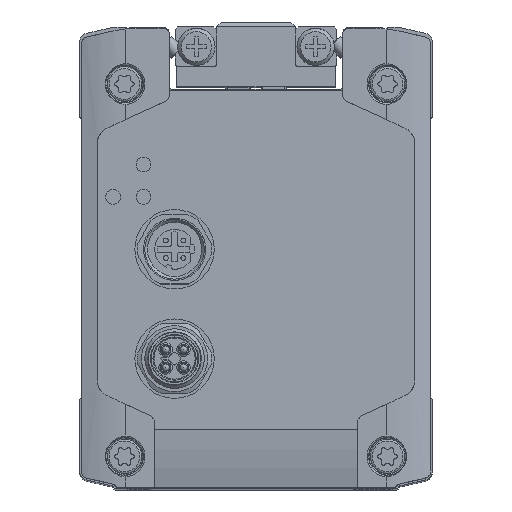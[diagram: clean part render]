
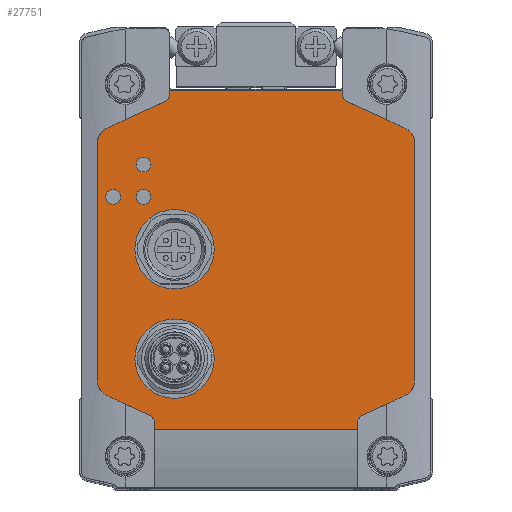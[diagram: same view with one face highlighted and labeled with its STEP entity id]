
A CAD part, top view. The second image highlights one B-rep face of the part: STEP entity #27751.
In plain terms, the highlighted planar face has unit normal (0, 0, 1).
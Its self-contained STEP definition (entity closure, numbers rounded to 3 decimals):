
#476=CIRCLE('',#29279,1.5);
#477=CIRCLE('',#29280,1.5);
#478=CIRCLE('',#29281,1.5);
#479=CIRCLE('',#29282,8.);
#480=CIRCLE('',#29283,8.);
#481=CIRCLE('',#29284,1.45);
#482=CIRCLE('',#29285,3.228);
#483=CIRCLE('',#29286,3.228);
#484=CIRCLE('',#29287,1.45);
#485=CIRCLE('',#29288,1.45);
#486=CIRCLE('',#29289,3.228);
#487=CIRCLE('',#29290,3.228);
#488=CIRCLE('',#29291,1.45);
#2871=ORIENTED_EDGE('',*,*,#8233,.T.);
#2872=ORIENTED_EDGE('',*,*,#8234,.T.);
#2873=ORIENTED_EDGE('',*,*,#8235,.T.);
#2874=ORIENTED_EDGE('',*,*,#8236,.T.);
#2875=ORIENTED_EDGE('',*,*,#8237,.T.);
#2876=ORIENTED_EDGE('',*,*,#8238,.F.);
#2877=ORIENTED_EDGE('',*,*,#8239,.T.);
#2878=ORIENTED_EDGE('',*,*,#8240,.F.);
#2879=ORIENTED_EDGE('',*,*,#7912,.T.);
#2880=ORIENTED_EDGE('',*,*,#8241,.T.);
#2881=ORIENTED_EDGE('',*,*,#8242,.T.);
#2882=ORIENTED_EDGE('',*,*,#8243,.T.);
#2883=ORIENTED_EDGE('',*,*,#7916,.T.);
#2884=ORIENTED_EDGE('',*,*,#8244,.F.);
#2885=ORIENTED_EDGE('',*,*,#8219,.T.);
#2886=ORIENTED_EDGE('',*,*,#7979,.T.);
#2887=ORIENTED_EDGE('',*,*,#8223,.T.);
#2888=ORIENTED_EDGE('',*,*,#8245,.F.);
#2889=ORIENTED_EDGE('',*,*,#7867,.T.);
#2890=ORIENTED_EDGE('',*,*,#8246,.T.);
#2891=ORIENTED_EDGE('',*,*,#8247,.T.);
#2892=ORIENTED_EDGE('',*,*,#8248,.T.);
#2893=ORIENTED_EDGE('',*,*,#7864,.T.);
#2894=ORIENTED_EDGE('',*,*,#8249,.F.);
#2895=ORIENTED_EDGE('',*,*,#8250,.T.);
#7864=EDGE_CURVE('',#10682,#10683,#12428,.T.);
#7867=EDGE_CURVE('',#10686,#10685,#12431,.T.);
#7912=EDGE_CURVE('',#10716,#10715,#12464,.T.);
#7916=EDGE_CURVE('',#10717,#10718,#12468,.T.);
#7979=EDGE_CURVE('',#10770,#10771,#12515,.T.);
#8219=EDGE_CURVE('',#10910,#10770,#12635,.T.);
#8223=EDGE_CURVE('',#10771,#10913,#12639,.T.);
#8233=EDGE_CURVE('',#10916,#10916,#476,.T.);
#8234=EDGE_CURVE('',#10917,#10917,#477,.T.);
#8235=EDGE_CURVE('',#10918,#10918,#478,.T.);
#8236=EDGE_CURVE('',#10919,#10919,#479,.T.);
#8237=EDGE_CURVE('',#10920,#10920,#480,.T.);
#8238=EDGE_CURVE('',#10921,#10922,#12645,.T.);
#8239=EDGE_CURVE('',#10921,#10923,#12646,.T.);
#8240=EDGE_CURVE('',#10716,#10923,#481,.T.);
#8241=EDGE_CURVE('',#10715,#10924,#482,.T.);
#8242=EDGE_CURVE('',#10924,#10925,#12647,.T.);
#8243=EDGE_CURVE('',#10925,#10717,#483,.T.);
#8244=EDGE_CURVE('',#10910,#10718,#484,.T.);
#8245=EDGE_CURVE('',#10686,#10913,#485,.T.);
#8246=EDGE_CURVE('',#10685,#10926,#486,.T.);
#8247=EDGE_CURVE('',#10926,#10927,#12648,.T.);
#8248=EDGE_CURVE('',#10927,#10682,#487,.T.);
#8249=EDGE_CURVE('',#10928,#10683,#488,.T.);
#8250=EDGE_CURVE('',#10928,#10922,#12649,.T.);
#10682=VERTEX_POINT('',#38403);
#10683=VERTEX_POINT('',#38405);
#10685=VERTEX_POINT('',#38411);
#10686=VERTEX_POINT('',#38413);
#10715=VERTEX_POINT('',#38496);
#10716=VERTEX_POINT('',#38498);
#10717=VERTEX_POINT('',#38502);
#10718=VERTEX_POINT('',#38504);
#10770=VERTEX_POINT('',#38632);
#10771=VERTEX_POINT('',#38633);
#10910=VERTEX_POINT('',#39080);
#10913=VERTEX_POINT('',#39087);
#10916=VERTEX_POINT('',#39108);
#10917=VERTEX_POINT('',#39110);
#10918=VERTEX_POINT('',#39112);
#10919=VERTEX_POINT('',#39114);
#10920=VERTEX_POINT('',#39116);
#10921=VERTEX_POINT('',#39118);
#10922=VERTEX_POINT('',#39119);
#10923=VERTEX_POINT('',#39121);
#10924=VERTEX_POINT('',#39124);
#10925=VERTEX_POINT('',#39126);
#10926=VERTEX_POINT('',#39131);
#10927=VERTEX_POINT('',#39133);
#10928=VERTEX_POINT('',#39136);
#12428=LINE('',#38406,#14119);
#12431=LINE('',#38412,#14122);
#12464=LINE('',#38497,#14155);
#12468=LINE('',#38505,#14159);
#12515=LINE('',#38631,#14206);
#12635=LINE('',#39079,#14326);
#12639=LINE('',#39088,#14330);
#12645=LINE('',#39117,#14336);
#12646=LINE('',#39120,#14337);
#12647=LINE('',#39125,#14338);
#12648=LINE('',#39132,#14339);
#12649=LINE('',#39137,#14340);
#14119=VECTOR('',#31665,1000.);
#14122=VECTOR('',#31670,1000.);
#14155=VECTOR('',#31747,1000.);
#14159=VECTOR('',#31753,1000.);
#14206=VECTOR('',#31856,1000.);
#14326=VECTOR('',#32352,1000.);
#14330=VECTOR('',#32358,1000.);
#14336=VECTOR('',#32396,1000.);
#14337=VECTOR('',#32397,1000.);
#14338=VECTOR('',#32402,1000.);
#14339=VECTOR('',#32411,1000.);
#14340=VECTOR('',#32416,1000.);
#15835=EDGE_LOOP('',(#2871));
#15836=EDGE_LOOP('',(#2872));
#15837=EDGE_LOOP('',(#2873));
#15838=EDGE_LOOP('',(#2874));
#15839=EDGE_LOOP('',(#2875));
#15840=EDGE_LOOP('',(#2876,#2877,#2878,#2879,#2880,#2881,#2882,#2883,#2884,
#2885,#2886,#2887,#2888,#2889,#2890,#2891,#2892,#2893,#2894,#2895));
#17336=FACE_BOUND('',#15835,.T.);
#17337=FACE_BOUND('',#15836,.T.);
#17338=FACE_BOUND('',#15837,.T.);
#17339=FACE_BOUND('',#15838,.T.);
#17340=FACE_BOUND('',#15839,.T.);
#17341=FACE_BOUND('',#15840,.T.);
#18744=PLANE('',#29278);
#27751=ADVANCED_FACE('',(#17336,#17337,#17338,#17339,#17340,#17341),#18744,
 .T.);
#29278=AXIS2_PLACEMENT_3D('',#39106,#32384,#32385);
#29279=AXIS2_PLACEMENT_3D('',#39107,#32386,#32387);
#29280=AXIS2_PLACEMENT_3D('',#39109,#32388,#32389);
#29281=AXIS2_PLACEMENT_3D('',#39111,#32390,#32391);
#29282=AXIS2_PLACEMENT_3D('',#39113,#32392,#32393);
#29283=AXIS2_PLACEMENT_3D('',#39115,#32394,#32395);
#29284=AXIS2_PLACEMENT_3D('',#39122,#32398,#32399);
#29285=AXIS2_PLACEMENT_3D('',#39123,#32400,#32401);
#29286=AXIS2_PLACEMENT_3D('',#39127,#32403,#32404);
#29287=AXIS2_PLACEMENT_3D('',#39128,#32405,#32406);
#29288=AXIS2_PLACEMENT_3D('',#39129,#32407,#32408);
#29289=AXIS2_PLACEMENT_3D('',#39130,#32409,#32410);
#29290=AXIS2_PLACEMENT_3D('',#39134,#32412,#32413);
#29291=AXIS2_PLACEMENT_3D('',#39135,#32414,#32415);
#31665=DIRECTION('',(0.906,-0.424,0.));
#31670=DIRECTION('',(-0.91,-0.415,0.));
#31747=DIRECTION('',(0.906,0.424,0.));
#31753=DIRECTION('',(-0.91,0.415,0.));
#31856=DIRECTION('',(-1.,0.,0.));
#32352=DIRECTION('',(0.,1.,0.));
#32358=DIRECTION('',(0.,-1.,0.));
#32384=DIRECTION('',(0.,0.,1.));
#32385=DIRECTION('',(1.,0.,0.));
#32386=DIRECTION('',(0.,0.,-1.));
#32387=DIRECTION('',(-1.,0.,0.));
#32388=DIRECTION('',(0.,0.,-1.));
#32389=DIRECTION('',(-1.,0.,0.));
#32390=DIRECTION('',(0.,0.,-1.));
#32391=DIRECTION('',(-1.,0.,0.));
#32392=DIRECTION('',(0.,0.,-1.));
#32393=DIRECTION('',(-1.,0.,0.));
#32394=DIRECTION('',(0.,0.,-1.));
#32395=DIRECTION('',(-1.,0.,0.));
#32396=DIRECTION('',(-1.,0.,0.));
#32397=DIRECTION('',(0.,1.,0.));
#32398=DIRECTION('',(0.,0.,1.));
#32399=DIRECTION('',(1.,0.,0.));
#32400=DIRECTION('',(0.,0.,1.));
#32401=DIRECTION('',(1.,0.,0.));
#32402=DIRECTION('',(0.,1.,0.));
#32403=DIRECTION('',(0.,0.,1.));
#32404=DIRECTION('',(1.,0.,0.));
#32405=DIRECTION('',(0.,0.,1.));
#32406=DIRECTION('',(1.,0.,0.));
#32407=DIRECTION('',(0.,0.,1.));
#32408=DIRECTION('',(1.,0.,0.));
#32409=DIRECTION('',(0.,0.,1.));
#32410=DIRECTION('',(1.,0.,0.));
#32411=DIRECTION('',(0.,-1.,0.));
#32412=DIRECTION('',(0.,0.,1.));
#32413=DIRECTION('',(1.,0.,0.));
#32414=DIRECTION('',(0.,0.,1.));
#32415=DIRECTION('',(1.,0.,0.));
#32416=DIRECTION('',(0.,-1.,0.));
#38403=CARTESIAN_POINT('',(-30.069,18.788,78.3));
#38405=CARTESIAN_POINT('',(-21.289,14.676,78.3));
#38406=CARTESIAN_POINT('',(-30.069,18.788,78.3));
#38411=CARTESIAN_POINT('',(-30.04,72.604,78.3));
#38412=CARTESIAN_POINT('',(-18.343,77.94,78.3));
#38413=CARTESIAN_POINT('',(-18.343,77.94,78.3));
#38496=CARTESIAN_POINT('',(30.069,18.788,78.3));
#38497=CARTESIAN_POINT('',(21.289,14.676,78.3));
#38498=CARTESIAN_POINT('',(21.289,14.676,78.3));
#38502=CARTESIAN_POINT('',(30.04,72.604,78.3));
#38504=CARTESIAN_POINT('',(18.343,77.94,78.3));
#38505=CARTESIAN_POINT('',(30.04,72.604,78.3));
#38631=CARTESIAN_POINT('',(17.495,80.2,78.3));
#38632=CARTESIAN_POINT('',(17.495,80.2,78.3));
#38633=CARTESIAN_POINT('',(-17.495,80.2,78.3));
#39079=CARTESIAN_POINT('',(17.495,79.259,78.3));
#39080=CARTESIAN_POINT('',(17.495,79.259,78.3));
#39087=CARTESIAN_POINT('',(-17.495,79.259,78.3));
#39088=CARTESIAN_POINT('',(-17.495,92.7,78.3));
#39106=CARTESIAN_POINT('',(-28.7,69.667,78.3));
#39107=CARTESIAN_POINT('',(-28.75,58.8,78.3));
#39108=CARTESIAN_POINT('',(-30.25,58.8,78.3));
#39109=CARTESIAN_POINT('',(-22.65,65.3,78.3));
#39110=CARTESIAN_POINT('',(-24.15,65.3,78.3));
#39111=CARTESIAN_POINT('',(-22.65,58.8,78.3));
#39112=CARTESIAN_POINT('',(-24.15,58.8,78.3));
#39113=CARTESIAN_POINT('',(-16.4,26.2,78.3));
#39114=CARTESIAN_POINT('',(-24.4,26.2,78.3));
#39115=CARTESIAN_POINT('',(-16.4,48.23,78.3));
#39116=CARTESIAN_POINT('',(-24.4,48.23,78.3));
#39117=CARTESIAN_POINT('',(20.454,11.837,78.3));
#39118=CARTESIAN_POINT('',(20.454,11.837,78.3));
#39119=CARTESIAN_POINT('',(-20.454,11.837,78.3));
#39120=CARTESIAN_POINT('',(20.454,0.,78.3));
#39121=CARTESIAN_POINT('',(20.454,13.363,78.3));
#39122=CARTESIAN_POINT('',(21.904,13.363,78.3));
#39123=CARTESIAN_POINT('',(28.7,21.711,78.3));
#39124=CARTESIAN_POINT('',(31.928,21.711,78.3));
#39125=CARTESIAN_POINT('',(31.928,21.711,78.3));
#39126=CARTESIAN_POINT('',(31.928,69.667,78.3));
#39127=CARTESIAN_POINT('',(28.7,69.667,78.3));
#39128=CARTESIAN_POINT('',(18.945,79.259,78.3));
#39129=CARTESIAN_POINT('',(-18.945,79.259,78.3));
#39130=CARTESIAN_POINT('',(-28.7,69.667,78.3));
#39131=CARTESIAN_POINT('',(-31.928,69.667,78.3));
#39132=CARTESIAN_POINT('',(-31.928,69.667,78.3));
#39133=CARTESIAN_POINT('',(-31.928,21.711,78.3));
#39134=CARTESIAN_POINT('',(-28.7,21.711,78.3));
#39135=CARTESIAN_POINT('',(-21.904,13.363,78.3));
#39136=CARTESIAN_POINT('',(-20.454,13.363,78.3));
#39137=CARTESIAN_POINT('',(-20.454,13.363,78.3));
